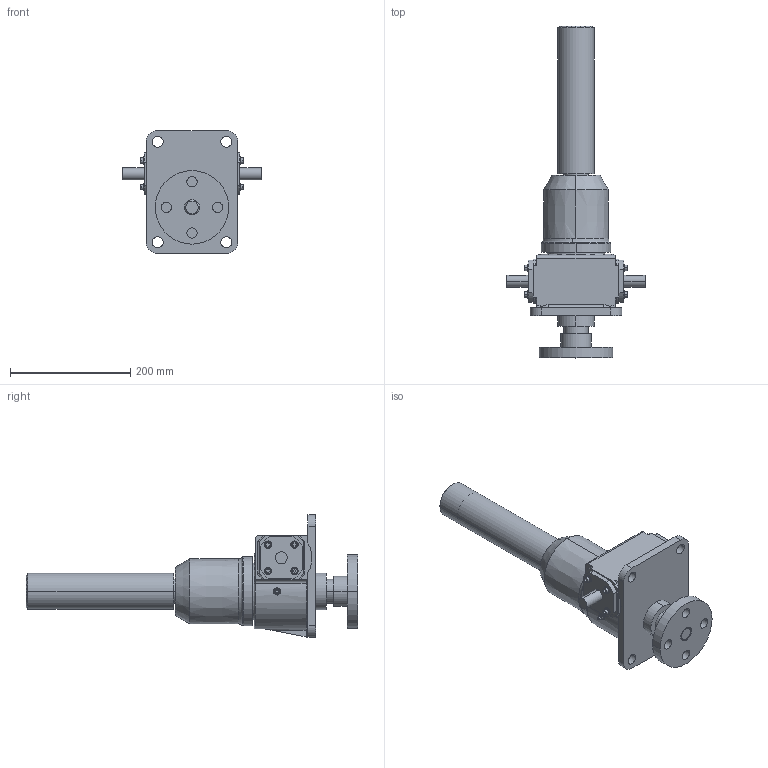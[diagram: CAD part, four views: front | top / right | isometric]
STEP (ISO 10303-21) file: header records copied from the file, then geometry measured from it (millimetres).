
FILE_DESCRIPTION (( 'STEP AP203' ), '1' );
FILE_NAME ('He75dd52d-313a-480f-9b5c-205352512d8a.step', '2015-06-17T12:54:44', ( 'dsemanik' ), ( 'Microsoft' ), 'SwSTEP 2.0', 'SolidWorks 2013', '' );
FILE_SCHEMA (( 'CONFIG_CONTROL_DESIGN' ));
Length unit declared in the file: inch
Products named in the file (6): housing_I-SSE-SSE; Top-Plate_5-BSJ-I; UILiftShaft_5-BSJ-I; UIStemCover_5-BSJ-I; BasePoint; He75dd52d-313a-480f-9b5c-205352512d8a
Assembly tree (4 placements, depth 2):
  BasePoint
  He75dd52d-313a-480f-9b5c-205352512d8a
    housing_I-SSE-SSE
    UILiftShaft_5-BSJ-I
    UIStemCover_5-BSJ-I
    Top-Plate_5-BSJ-I
Bounding box: 230.69 x 551.1 x 203.61 mm (x, y, z)
Volume: 4028657.8 mm3; surface area: 400434.7 mm2
Topology: 4 solids, 4 shells, 332 faces, 816 edges, 528 vertices
Faces by surface type: plane 144, cylinder 128, torus 26, cone 26, bspline 6, sphere 2
Entity records: 11943 total; most frequent: CARTESIAN_POINT 3401, DIRECTION 1691, ORIENTED_EDGE 1628, EDGE_CURVE 814, AXIS2_PLACEMENT_3D 649, VERTEX_POINT 528, LINE 393, VECTOR 393
